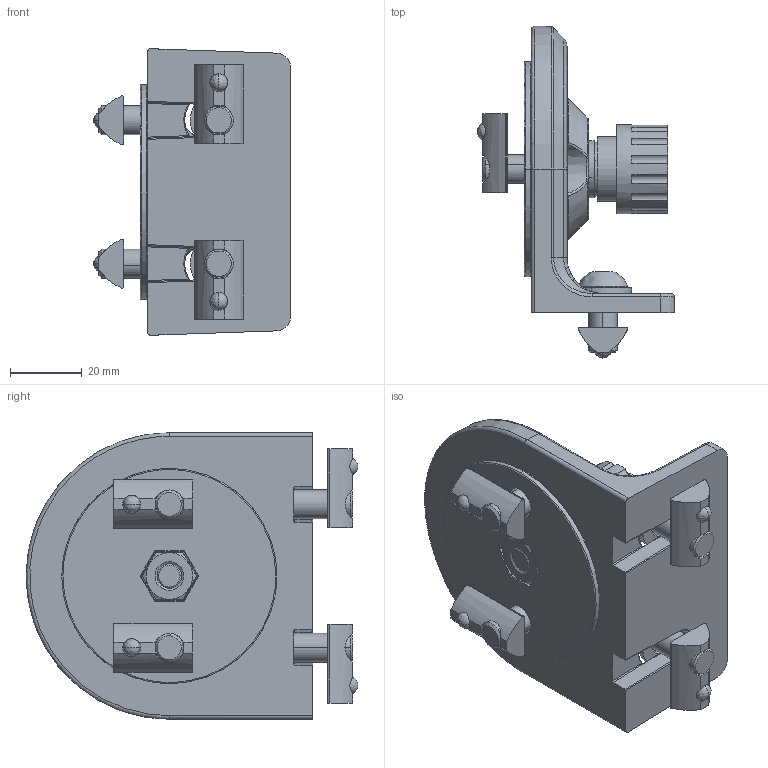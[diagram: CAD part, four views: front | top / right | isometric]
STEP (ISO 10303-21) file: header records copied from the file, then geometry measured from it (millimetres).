
FILE_DESCRIPTION (( 'STEP AP214' ), '1' );
FILE_NAME ('7268425', '2019-01-30T09:05:38', ( '' ), ('JUGARD+KÜNSTNER GmbH'), 'SwSTEP 2.0', 'SolidWorks 2017', '' );
FILE_SCHEMA (( 'AUTOMOTIVE_DESIGN' ));
Length unit declared in the file: millimetre
Products named in the file (12): Part18; Part13; Part10; Part17; Part16; Part19; 7268425; Part9; Part5; Part11; Part12; Part14
Assembly tree (19 placements, depth 2):
  7268425
    Part19
    Part16
    Part17
    Part10
    Part13  x2
    Part18  x2
    Part14  x2
    Part12  x3
    Part11  x4
    Part5
    Part9
Bounding box: 55 x 92.56 x 79.93 mm (x, y, z)
Volume: 87737.7 mm3; surface area: 46639.5 mm2
Topology: 23 solids, 23 shells, 2941 faces, 8387 edges, 5480 vertices
Faces by surface type: plane 2017, cone 524, bspline 241, cylinder 159
Entity records: 138468 total; most frequent: CARTESIAN_POINT 41564, ORIENTED_EDGE 16064, DIRECTION 10782, EDGE_CURVE 8032, VERTEX_POINT 5279, AXIS2_PLACEMENT_3D 3979, B_SPLINE_CURVE_WITH_KNOTS 3265, EDGE_LOOP 2849
